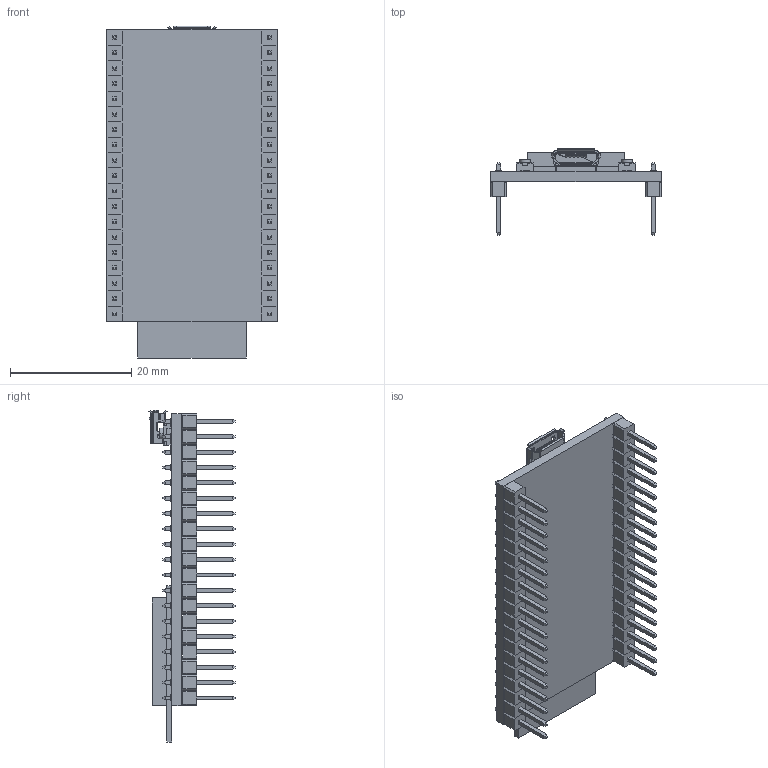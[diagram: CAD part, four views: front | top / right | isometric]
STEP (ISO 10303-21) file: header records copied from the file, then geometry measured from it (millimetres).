
FILE_DESCRIPTION (( 'STEP AP214' ), '1' );
FILE_NAME ('ESP-WROOM-32D-Assembly.STEP', '2021-06-15T20:34:13', ( 'RUNB-AGOL' ), ( '' ), 'SwSTEP 2.0', 'SolidWorks 2020', '' );
FILE_SCHEMA (( 'AUTOMOTIVE_DESIGN' ));
Length unit declared in the file: millimetre
Products named in the file (7): Soldering-Contacts; 3x4x2mm_tact_button; zl201-19_p2-54_l48-3_w2-54_h8-9; ESP32-chip; ab2_usb_micro_smd.wrl; Main-PCB; ESP-WROOM-32D-Assembly
Assembly tree (8 placements, depth 2):
  ESP-WROOM-32D-Assembly
    Main-PCB
    zl201-19_p2-54_l48-3_w2-54_h8-9  x2
    Soldering-Contacts
    ab2_usb_micro_smd.wrl
    ESP32-chip
    3x4x2mm_tact_button  x2
Bounding box: 28.1 x 14.23 x 54.86 mm (x, y, z)
Volume: 3990.1 mm3; surface area: 9139.3 mm2
Topology: 158 solids, 158 shells, 3500 faces, 8765 edges, 5564 vertices
Faces by surface type: plane 2967, cylinder 308, bspline 145, cone 80
Entity records: 110513 total; most frequent: CARTESIAN_POINT 23876, ORIENTED_EDGE 14328, DIRECTION 12804, EDGE_CURVE 7164, LINE 5842, VECTOR 5842, VERTEX_POINT 4573, AXIS2_PLACEMENT_3D 3481
